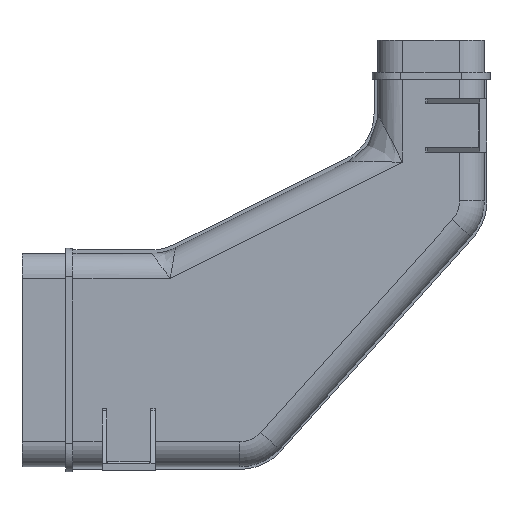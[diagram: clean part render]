
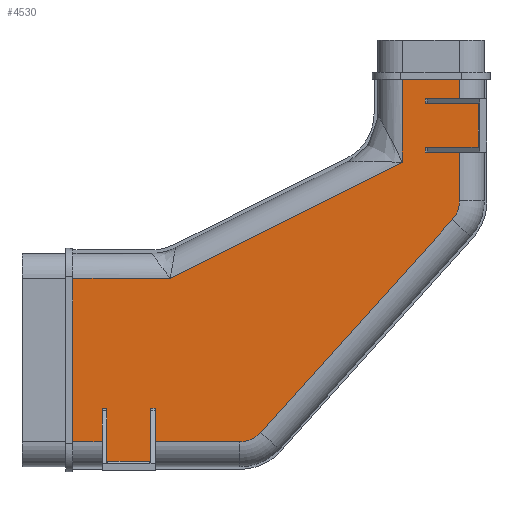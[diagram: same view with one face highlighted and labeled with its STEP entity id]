
A CAD part, left-side view. The second image highlights one B-rep face of the part: STEP entity #4530.
In plain terms, the highlighted planar face has unit normal (-1, 0, 0).
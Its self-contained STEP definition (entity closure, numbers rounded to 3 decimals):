
#133=PLANE('',#4835);
#284=FACE_OUTER_BOUND('',#537,.T.);
#537=EDGE_LOOP('',(#3213,#3214,#3215,#3216,#3217,#3218,#3219,#3220,#3221,
#3222,#3223,#3224,#3225,#3226,#3227,#3228,#3229,#3230,#3231,#3232,#3233,
#3234,#3235,#3236,#3237,#3238));
#843=LINE('',#6879,#1311);
#846=LINE('',#6888,#1314);
#848=LINE('',#6894,#1316);
#849=LINE('',#6896,#1317);
#850=LINE('',#6898,#1318);
#851=LINE('',#6900,#1319);
#852=LINE('',#6904,#1320);
#853=LINE('',#6908,#1321);
#854=LINE('',#6910,#1322);
#855=LINE('',#6912,#1323);
#856=LINE('',#6914,#1324);
#857=LINE('',#6916,#1325);
#858=LINE('',#6918,#1326);
#859=LINE('',#6920,#1327);
#860=LINE('',#6922,#1328);
#861=LINE('',#6924,#1329);
#862=LINE('',#6926,#1330);
#863=LINE('',#6928,#1331);
#864=LINE('',#6930,#1332);
#865=LINE('',#6932,#1333);
#866=LINE('',#6934,#1334);
#867=LINE('',#6936,#1335);
#868=LINE('',#6938,#1336);
#869=LINE('',#6939,#1337);
#1311=VECTOR('',#5417,9.);
#1314=VECTOR('',#5426,9.);
#1316=VECTOR('',#5432,9.);
#1317=VECTOR('',#5433,9.);
#1318=VECTOR('',#5434,9.);
#1319=VECTOR('',#5435,9.);
#1320=VECTOR('',#5438,9.);
#1321=VECTOR('',#5441,9.);
#1322=VECTOR('',#5442,9.);
#1323=VECTOR('',#5443,9.);
#1324=VECTOR('',#5444,9.);
#1325=VECTOR('',#5445,9.);
#1326=VECTOR('',#5446,9.);
#1327=VECTOR('',#5447,9.);
#1328=VECTOR('',#5448,9.);
#1329=VECTOR('',#5449,9.);
#1330=VECTOR('',#5450,9.);
#1331=VECTOR('',#5451,9.);
#1332=VECTOR('',#5452,9.);
#1333=VECTOR('',#5453,9.);
#1334=VECTOR('',#5454,9.);
#1335=VECTOR('',#5455,9.);
#1336=VECTOR('',#5456,9.);
#1337=VECTOR('',#5457,9.);
#1738=CIRCLE('',#4836,7.2);
#1739=CIRCLE('',#4837,7.2);
#1952=VERTEX_POINT('',#6866);
#1957=VERTEX_POINT('',#6877);
#1960=VERTEX_POINT('',#6887);
#1962=VERTEX_POINT('',#6893);
#1963=VERTEX_POINT('',#6895);
#1964=VERTEX_POINT('',#6897);
#1965=VERTEX_POINT('',#6899);
#1966=VERTEX_POINT('',#6901);
#1967=VERTEX_POINT('',#6903);
#1968=VERTEX_POINT('',#6905);
#1969=VERTEX_POINT('',#6907);
#1970=VERTEX_POINT('',#6909);
#1971=VERTEX_POINT('',#6911);
#1972=VERTEX_POINT('',#6913);
#1973=VERTEX_POINT('',#6915);
#1974=VERTEX_POINT('',#6917);
#1975=VERTEX_POINT('',#6919);
#1976=VERTEX_POINT('',#6921);
#1977=VERTEX_POINT('',#6923);
#1978=VERTEX_POINT('',#6925);
#1979=VERTEX_POINT('',#6927);
#1980=VERTEX_POINT('',#6929);
#1981=VERTEX_POINT('',#6931);
#1982=VERTEX_POINT('',#6933);
#1983=VERTEX_POINT('',#6935);
#1984=VERTEX_POINT('',#6937);
#2437=EDGE_CURVE('',#1957,#1952,#843,.T.);
#2441=EDGE_CURVE('',#1960,#1952,#846,.T.);
#2444=EDGE_CURVE('',#1957,#1962,#848,.T.);
#2445=EDGE_CURVE('',#1963,#1962,#849,.T.);
#2446=EDGE_CURVE('',#1963,#1964,#850,.T.);
#2447=EDGE_CURVE('',#1965,#1964,#851,.T.);
#2448=EDGE_CURVE('',#1966,#1965,#1738,.T.);
#2449=EDGE_CURVE('',#1967,#1966,#852,.T.);
#2450=EDGE_CURVE('',#1968,#1967,#1739,.T.);
#2451=EDGE_CURVE('',#1969,#1968,#853,.T.);
#2452=EDGE_CURVE('',#1969,#1970,#854,.T.);
#2453=EDGE_CURVE('',#1971,#1970,#855,.T.);
#2454=EDGE_CURVE('',#1971,#1972,#856,.T.);
#2455=EDGE_CURVE('',#1973,#1972,#857,.T.);
#2456=EDGE_CURVE('',#1974,#1973,#858,.T.);
#2457=EDGE_CURVE('',#1975,#1974,#859,.T.);
#2458=EDGE_CURVE('',#1975,#1976,#860,.T.);
#2459=EDGE_CURVE('',#1977,#1976,#861,.T.);
#2460=EDGE_CURVE('',#1977,#1978,#862,.T.);
#2461=EDGE_CURVE('',#1979,#1978,#863,.T.);
#2462=EDGE_CURVE('',#1980,#1979,#864,.T.);
#2463=EDGE_CURVE('',#1981,#1980,#865,.T.);
#2464=EDGE_CURVE('',#1981,#1982,#866,.T.);
#2465=EDGE_CURVE('',#1983,#1982,#867,.T.);
#2466=EDGE_CURVE('',#1983,#1984,#868,.T.);
#2467=EDGE_CURVE('',#1960,#1984,#869,.T.);
#3213=ORIENTED_EDGE('',*,*,#2437,.F.);
#3214=ORIENTED_EDGE('',*,*,#2444,.T.);
#3215=ORIENTED_EDGE('',*,*,#2445,.F.);
#3216=ORIENTED_EDGE('',*,*,#2446,.T.);
#3217=ORIENTED_EDGE('',*,*,#2447,.F.);
#3218=ORIENTED_EDGE('',*,*,#2448,.F.);
#3219=ORIENTED_EDGE('',*,*,#2449,.F.);
#3220=ORIENTED_EDGE('',*,*,#2450,.F.);
#3221=ORIENTED_EDGE('',*,*,#2451,.F.);
#3222=ORIENTED_EDGE('',*,*,#2452,.T.);
#3223=ORIENTED_EDGE('',*,*,#2453,.F.);
#3224=ORIENTED_EDGE('',*,*,#2454,.T.);
#3225=ORIENTED_EDGE('',*,*,#2455,.F.);
#3226=ORIENTED_EDGE('',*,*,#2456,.F.);
#3227=ORIENTED_EDGE('',*,*,#2457,.F.);
#3228=ORIENTED_EDGE('',*,*,#2458,.T.);
#3229=ORIENTED_EDGE('',*,*,#2459,.F.);
#3230=ORIENTED_EDGE('',*,*,#2460,.T.);
#3231=ORIENTED_EDGE('',*,*,#2461,.F.);
#3232=ORIENTED_EDGE('',*,*,#2462,.F.);
#3233=ORIENTED_EDGE('',*,*,#2463,.F.);
#3234=ORIENTED_EDGE('',*,*,#2464,.T.);
#3235=ORIENTED_EDGE('',*,*,#2465,.F.);
#3236=ORIENTED_EDGE('',*,*,#2466,.T.);
#3237=ORIENTED_EDGE('',*,*,#2467,.F.);
#3238=ORIENTED_EDGE('',*,*,#2441,.T.);
#4530=ADVANCED_FACE('',(#284),#133,.T.);
#4835=AXIS2_PLACEMENT_3D('',#6892,#5430,#5431);
#4836=AXIS2_PLACEMENT_3D('',#6902,#5436,#5437);
#4837=AXIS2_PLACEMENT_3D('',#6906,#5439,#5440);
#5417=DIRECTION('',(0.,1.,0.));
#5426=DIRECTION('',(0.,0.,-1.));
#5430=DIRECTION('center_axis',(-1.,0.,0.));
#5431=DIRECTION('ref_axis',(0.,1.,0.));
#5432=DIRECTION('',(0.,0.,1.));
#5433=DIRECTION('',(0.,1.,0.));
#5434=DIRECTION('',(0.,0.,-1.));
#5435=DIRECTION('',(0.,1.,0.));
#5436=DIRECTION('center_axis',(1.,0.,0.));
#5437=DIRECTION('ref_axis',(0.,-0.407,-0.914));
#5438=DIRECTION('',(0.,0.669,-0.743));
#5439=DIRECTION('center_axis',(1.,0.,0.));
#5440=DIRECTION('ref_axis',(0.,-0.934,-0.358));
#5441=DIRECTION('',(0.,0.,-1.));
#5442=DIRECTION('',(0.,1.,0.));
#5443=DIRECTION('',(0.,0.,-1.));
#5444=DIRECTION('',(0.,-1.,0.));
#5445=DIRECTION('',(0.,0.,-1.));
#5446=DIRECTION('',(0.,-1.,0.));
#5447=DIRECTION('',(0.,0.,-1.));
#5448=DIRECTION('',(0.,-1.,0.));
#5449=DIRECTION('',(0.,0.,-1.));
#5450=DIRECTION('',(0.,1.,0.));
#5451=DIRECTION('',(0.,0.,1.));
#5452=DIRECTION('',(0.,-0.894,0.447));
#5453=DIRECTION('',(0.,-1.,0.));
#5454=DIRECTION('',(0.,0.,-1.));
#5455=DIRECTION('',(0.,1.,0.));
#5456=DIRECTION('',(0.,0.,1.));
#5457=DIRECTION('',(0.,1.,0.));
#6866=CARTESIAN_POINT('',(8.3,104.233,-112.492));
#6877=CARTESIAN_POINT('',(8.3,93.133,-112.492));
#6879=CARTESIAN_POINT('',(8.3,53.683,-112.492));
#6887=CARTESIAN_POINT('',(8.3,104.233,-99.069));
#6888=CARTESIAN_POINT('',(8.3,104.233,-46.342));
#6892=CARTESIAN_POINT('Origin',(8.3,8.683,-5.842));
#6893=CARTESIAN_POINT('',(8.3,93.133,-99.069));
#6894=CARTESIAN_POINT('',(8.3,93.133,-46.342));
#6895=CARTESIAN_POINT('',(8.3,91.933,-99.069));
#6896=CARTESIAN_POINT('',(8.3,53.683,-99.069));
#6897=CARTESIAN_POINT('',(8.3,91.933,-107.542));
#6898=CARTESIAN_POINT('',(8.3,91.933,-56.467));
#6899=CARTESIAN_POINT('',(8.3,70.609,-107.542));
#6900=CARTESIAN_POINT('',(8.3,36.641,-107.542));
#6901=CARTESIAN_POINT('',(8.3,65.258,-105.159));
#6902=CARTESIAN_POINT('Origin',(8.3,70.609,-100.342));
#6903=CARTESIAN_POINT('',(8.3,16.833,-51.377));
#6904=CARTESIAN_POINT('',(8.3,1.953,-34.852));
#6905=CARTESIAN_POINT('',(8.3,14.983,-46.559));
#6906=CARTESIAN_POINT('Origin',(8.3,22.183,-46.559));
#6907=CARTESIAN_POINT('',(8.3,14.983,-34.192));
#6908=CARTESIAN_POINT('',(8.3,14.983,-5.842));
#6909=CARTESIAN_POINT('',(8.3,23.681,-34.192));
#6910=CARTESIAN_POINT('',(8.3,12.846,-34.192));
#6911=CARTESIAN_POINT('',(8.3,23.681,-32.992));
#6912=CARTESIAN_POINT('',(8.3,23.681,-16.642));
#6913=CARTESIAN_POINT('',(8.3,10.258,-32.992));
#6914=CARTESIAN_POINT('',(8.3,22.183,-32.992));
#6915=CARTESIAN_POINT('',(8.3,10.258,-21.892));
#6916=CARTESIAN_POINT('',(8.3,10.258,-16.642));
#6917=CARTESIAN_POINT('',(8.3,23.681,-21.892));
#6918=CARTESIAN_POINT('',(8.3,22.183,-21.892));
#6919=CARTESIAN_POINT('',(8.3,23.681,-20.692));
#6920=CARTESIAN_POINT('',(8.3,23.681,-16.642));
#6921=CARTESIAN_POINT('',(8.3,14.983,-20.692));
#6922=CARTESIAN_POINT('',(8.3,12.846,-20.692));
#6923=CARTESIAN_POINT('',(8.3,14.983,-15.742));
#6924=CARTESIAN_POINT('',(8.3,14.983,-5.842));
#6925=CARTESIAN_POINT('',(8.3,29.383,-15.742));
#6926=CARTESIAN_POINT('',(8.3,15.414,-15.742));
#6927=CARTESIAN_POINT('',(8.3,29.383,-36.735));
#6928=CARTESIAN_POINT('',(8.3,29.383,-5.842));
#6929=CARTESIAN_POINT('',(8.3,88.196,-66.142));
#6930=CARTESIAN_POINT('',(8.3,43.666,-43.877));
#6931=CARTESIAN_POINT('',(8.3,112.783,-66.142));
#6932=CARTESIAN_POINT('',(8.3,49.183,-66.142));
#6933=CARTESIAN_POINT('',(8.3,112.783,-107.542));
#6934=CARTESIAN_POINT('',(8.3,112.783,-46.356));
#6935=CARTESIAN_POINT('',(8.3,105.433,-107.542));
#6936=CARTESIAN_POINT('',(8.3,36.641,-107.542));
#6937=CARTESIAN_POINT('',(8.3,105.433,-99.069));
#6938=CARTESIAN_POINT('',(8.3,105.433,-56.467));
#6939=CARTESIAN_POINT('',(8.3,53.683,-99.069));
